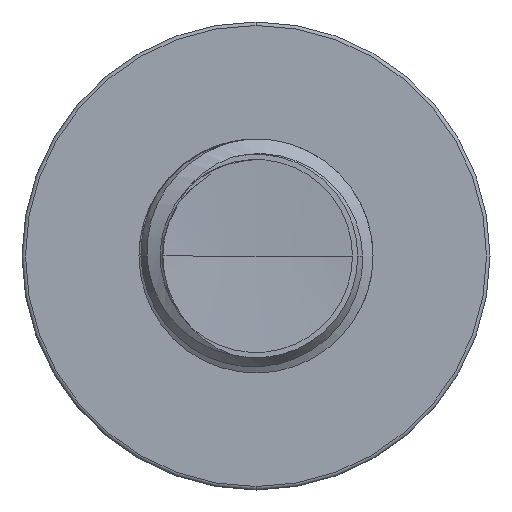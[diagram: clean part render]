
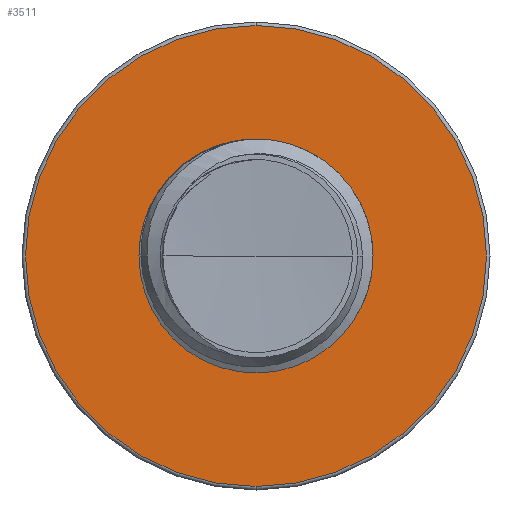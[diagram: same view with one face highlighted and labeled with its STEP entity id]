
A CAD part, front view. The second image highlights one B-rep face of the part: STEP entity #3511.
In plain terms, the highlighted planar face has unit normal (0, -1, 0).
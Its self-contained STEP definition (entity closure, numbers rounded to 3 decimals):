
#1796 = CARTESIAN_POINT ( 'NONE',  ( 0., 12.5, 0. ) ) ;
#3511 = ADVANCED_FACE ( 'NONE', ( #3708, #20738 ), #28810, .T. ) ;
#3708 = FACE_OUTER_BOUND ( 'NONE', #18621, .T. ) ;
#4055 = DIRECTION ( 'NONE',  ( 0., 0., -1. ) ) ;
#4309 = VERTEX_POINT ( 'NONE', #12647 ) ;
#4725 = CARTESIAN_POINT ( 'NONE',  ( 0., 12.5, 2.923 ) ) ;
#5001 = AXIS2_PLACEMENT_3D ( 'NONE', #24545, #10602, #26863 ) ;
#5528 = VERTEX_POINT ( 'NONE', #15851 ) ;
#6296 = CARTESIAN_POINT ( 'NONE',  ( 0., 12.5, 0. ) ) ;
#6354 = CARTESIAN_POINT ( 'NONE',  ( 0., 12.5, 0. ) ) ;
#6517 = CIRCLE ( 'NONE', #5001, 2.923 ) ;
#7072 = DIRECTION ( 'NONE',  ( 0., -1., 0. ) ) ;
#8644 = DIRECTION ( 'NONE',  ( 0., 0., -1. ) ) ;
#8697 = DIRECTION ( 'NONE',  ( 0., 0., -1. ) ) ;
#8715 = VERTEX_POINT ( 'NONE', #24944 ) ;
#9275 = CARTESIAN_POINT ( 'NONE',  ( 0., 12.5, -2.923 ) ) ;
#9842 = AXIS2_PLACEMENT_3D ( 'NONE', #6296, #22522, #8644 ) ;
#10602 = DIRECTION ( 'NONE',  ( 0., -1., 0. ) ) ;
#11175 = ORIENTED_EDGE ( 'NONE', *, *, #15989, .T. ) ;
#12647 = CARTESIAN_POINT ( 'NONE',  ( 0., 12.5, 5.91 ) ) ;
#15851 = CARTESIAN_POINT ( 'NONE',  ( 0., 12.5, -5.91 ) ) ;
#15989 = EDGE_CURVE ( 'NONE', #5528, #4309, #27574, .T. ) ;
#16479 = AXIS2_PLACEMENT_3D ( 'NONE', #1796, #17912, #4055 ) ;
#17236 = EDGE_CURVE ( 'NONE', #8715, #25647, #6517, .T. ) ;
#17337 = ORIENTED_EDGE ( 'NONE', *, *, #23101, .T. ) ;
#17474 = AXIS2_PLACEMENT_3D ( 'NONE', #6354, #22576, #8697 ) ;
#17912 = DIRECTION ( 'NONE',  ( 0., -1., 0. ) ) ;
#18621 = EDGE_LOOP ( 'NONE', ( #11175, #17337 ) ) ;
#19700 = AXIS2_PLACEMENT_3D ( 'NONE', #4725, #7072, #20935 ) ;
#20561 = CIRCLE ( 'NONE', #16479, 2.923 ) ;
#20738 = FACE_BOUND ( 'NONE', #28385, .T. ) ;
#20935 = DIRECTION ( 'NONE',  ( 0., 0., -1. ) ) ;
#22522 = DIRECTION ( 'NONE',  ( 0., -1., 0. ) ) ;
#22556 = EDGE_CURVE ( 'NONE', #25647, #8715, #20561, .T. ) ;
#22576 = DIRECTION ( 'NONE',  ( 0., -1., 0. ) ) ;
#23101 = EDGE_CURVE ( 'NONE', #4309, #5528, #29195, .T. ) ;
#24295 = ORIENTED_EDGE ( 'NONE', *, *, #17236, .F. ) ;
#24545 = CARTESIAN_POINT ( 'NONE',  ( 0., 12.5, 0. ) ) ;
#24944 = CARTESIAN_POINT ( 'NONE',  ( 0., 12.5, 2.923 ) ) ;
#25647 = VERTEX_POINT ( 'NONE', #9275 ) ;
#26863 = DIRECTION ( 'NONE',  ( 0., 0., -1. ) ) ;
#27574 = CIRCLE ( 'NONE', #9842, 5.91 ) ;
#28385 = EDGE_LOOP ( 'NONE', ( #29616, #24295 ) ) ;
#28810 = PLANE ( 'NONE',  #19700 ) ;
#29195 = CIRCLE ( 'NONE', #17474, 5.91 ) ;
#29616 = ORIENTED_EDGE ( 'NONE', *, *, #22556, .F. ) ;
